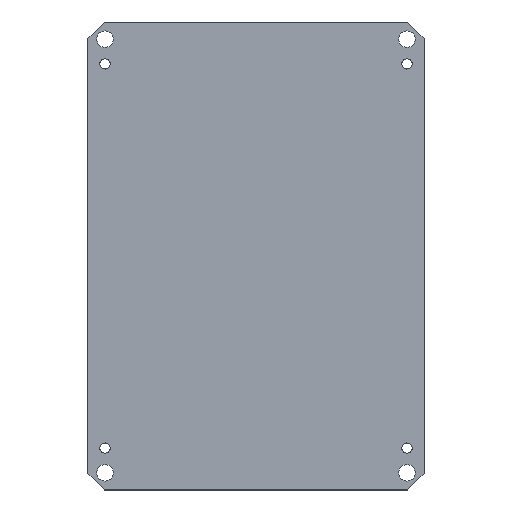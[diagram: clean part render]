
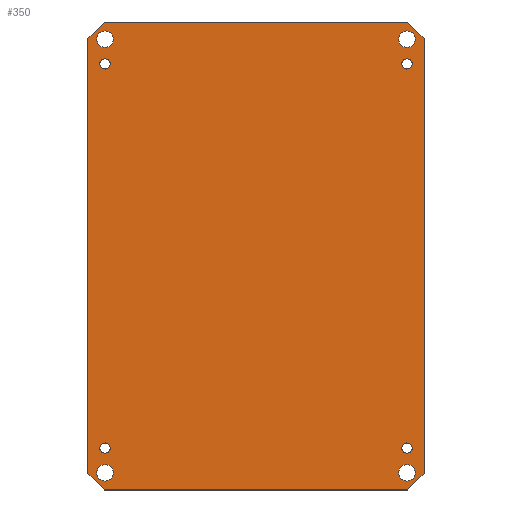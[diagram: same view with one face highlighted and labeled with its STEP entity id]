
A CAD part, top view. The second image highlights one B-rep face of the part: STEP entity #350.
In plain terms, the highlighted planar face has unit normal (0, 0, 1).
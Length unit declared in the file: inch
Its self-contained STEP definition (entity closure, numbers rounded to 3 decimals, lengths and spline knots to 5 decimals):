
#15=LINE('',#525,#39);
#21=LINE('',#536,#45);
#28=LINE('',#551,#52);
#31=LINE('',#556,#55);
#32=LINE('',#559,#56);
#35=LINE('',#564,#59);
#36=LINE('',#567,#60);
#38=LINE('',#570,#62);
#39=VECTOR('',#439,0.70711);
#45=VECTOR('',#447,13.2);
#52=VECTOR('',#458,0.70711);
#55=VECTOR('',#463,9.2);
#56=VECTOR('',#466,0.70711);
#59=VECTOR('',#471,13.2);
#60=VECTOR('',#474,0.70711);
#62=VECTOR('',#478,9.2);
#72=PLANE('',#386);
#89=FACE_BOUND('',#149,.T.);
#90=FACE_BOUND('',#150,.T.);
#91=FACE_BOUND('',#151,.T.);
#92=FACE_BOUND('',#152,.T.);
#93=FACE_BOUND('',#153,.T.);
#94=FACE_BOUND('',#154,.T.);
#95=FACE_BOUND('',#155,.T.);
#96=FACE_BOUND('',#156,.T.);
#114=FACE_OUTER_BOUND('',#148,.T.);
#148=EDGE_LOOP('',(#309,#310,#311,#312,#313,#314,#315,#316));
#149=EDGE_LOOP('',(#317));
#150=EDGE_LOOP('',(#318));
#151=EDGE_LOOP('',(#319));
#152=EDGE_LOOP('',(#320));
#153=EDGE_LOOP('',(#321));
#154=EDGE_LOOP('',(#322));
#155=EDGE_LOOP('',(#323));
#156=EDGE_LOOP('',(#324));
#158=CIRCLE('',#355,0.25);
#160=CIRCLE('',#358,0.25);
#162=CIRCLE('',#361,0.25);
#164=CIRCLE('',#364,0.25);
#166=CIRCLE('',#367,0.15625);
#168=CIRCLE('',#370,0.15625);
#170=CIRCLE('',#373,0.15625);
#172=CIRCLE('',#376,0.15625);
#174=VERTEX_POINT('',#485);
#176=VERTEX_POINT('',#490);
#178=VERTEX_POINT('',#495);
#180=VERTEX_POINT('',#500);
#182=VERTEX_POINT('',#505);
#184=VERTEX_POINT('',#510);
#186=VERTEX_POINT('',#515);
#188=VERTEX_POINT('',#520);
#189=VERTEX_POINT('',#523);
#190=VERTEX_POINT('',#524);
#194=VERTEX_POINT('',#534);
#200=VERTEX_POINT('',#550);
#201=VERTEX_POINT('',#554);
#202=VERTEX_POINT('',#558);
#203=VERTEX_POINT('',#562);
#204=VERTEX_POINT('',#566);
#206=EDGE_CURVE('',#174,#174,#158,.T.);
#208=EDGE_CURVE('',#176,#176,#160,.T.);
#210=EDGE_CURVE('',#178,#178,#162,.T.);
#212=EDGE_CURVE('',#180,#180,#164,.T.);
#214=EDGE_CURVE('',#182,#182,#166,.T.);
#216=EDGE_CURVE('',#184,#184,#168,.T.);
#218=EDGE_CURVE('',#186,#186,#170,.T.);
#220=EDGE_CURVE('',#188,#188,#172,.T.);
#221=EDGE_CURVE('',#189,#190,#15,.T.);
#227=EDGE_CURVE('',#194,#189,#21,.T.);
#234=EDGE_CURVE('',#200,#194,#28,.T.);
#237=EDGE_CURVE('',#201,#200,#31,.T.);
#238=EDGE_CURVE('',#202,#201,#32,.T.);
#241=EDGE_CURVE('',#203,#202,#35,.T.);
#242=EDGE_CURVE('',#204,#203,#36,.T.);
#244=EDGE_CURVE('',#190,#204,#38,.T.);
#309=ORIENTED_EDGE('',*,*,#221,.F.);
#310=ORIENTED_EDGE('',*,*,#227,.F.);
#311=ORIENTED_EDGE('',*,*,#234,.F.);
#312=ORIENTED_EDGE('',*,*,#237,.F.);
#313=ORIENTED_EDGE('',*,*,#238,.F.);
#314=ORIENTED_EDGE('',*,*,#241,.F.);
#315=ORIENTED_EDGE('',*,*,#242,.F.);
#316=ORIENTED_EDGE('',*,*,#244,.F.);
#317=ORIENTED_EDGE('',*,*,#206,.T.);
#318=ORIENTED_EDGE('',*,*,#208,.T.);
#319=ORIENTED_EDGE('',*,*,#210,.T.);
#320=ORIENTED_EDGE('',*,*,#212,.T.);
#321=ORIENTED_EDGE('',*,*,#214,.T.);
#322=ORIENTED_EDGE('',*,*,#216,.T.);
#323=ORIENTED_EDGE('',*,*,#218,.T.);
#324=ORIENTED_EDGE('',*,*,#220,.T.);
#350=ADVANCED_FACE('',(#114,#89,#90,#91,#92,#93,#94,#95,#96),#72,.T.);
#355=AXIS2_PLACEMENT_3D('',#486,#393,#394);
#358=AXIS2_PLACEMENT_3D('',#491,#399,#400);
#361=AXIS2_PLACEMENT_3D('',#496,#405,#406);
#364=AXIS2_PLACEMENT_3D('',#501,#411,#412);
#367=AXIS2_PLACEMENT_3D('',#506,#417,#418);
#370=AXIS2_PLACEMENT_3D('',#511,#423,#424);
#373=AXIS2_PLACEMENT_3D('',#516,#429,#430);
#376=AXIS2_PLACEMENT_3D('',#521,#435,#436);
#386=AXIS2_PLACEMENT_3D('',#571,#479,#480);
#393=DIRECTION('center_axis',(0.,0.,-1.));
#394=DIRECTION('ref_axis',(-1.,0.,0.));
#399=DIRECTION('center_axis',(0.,0.,-1.));
#400=DIRECTION('ref_axis',(-1.,0.,0.));
#405=DIRECTION('center_axis',(0.,0.,-1.));
#406=DIRECTION('ref_axis',(-1.,0.,0.));
#411=DIRECTION('center_axis',(0.,0.,-1.));
#412=DIRECTION('ref_axis',(-1.,0.,0.));
#417=DIRECTION('center_axis',(0.,0.,-1.));
#418=DIRECTION('ref_axis',(-1.,0.,0.));
#423=DIRECTION('center_axis',(0.,0.,-1.));
#424=DIRECTION('ref_axis',(-1.,0.,0.));
#429=DIRECTION('center_axis',(0.,0.,-1.));
#430=DIRECTION('ref_axis',(-1.,0.,0.));
#435=DIRECTION('center_axis',(0.,0.,-1.));
#436=DIRECTION('ref_axis',(-1.,0.,0.));
#439=DIRECTION('',(0.707,0.707,0.));
#447=DIRECTION('',(0.,1.,0.));
#458=DIRECTION('',(-0.707,0.707,0.));
#463=DIRECTION('',(-1.,0.,0.));
#466=DIRECTION('',(-0.707,-0.707,0.));
#471=DIRECTION('',(0.,-1.,0.));
#474=DIRECTION('',(0.707,-0.707,0.));
#478=DIRECTION('',(1.,0.,0.));
#479=DIRECTION('center_axis',(0.,0.,1.));
#480=DIRECTION('ref_axis',(1.,0.,0.));
#485=CARTESIAN_POINT('',(9.93,13.68,0.09375));
#486=CARTESIAN_POINT('Origin',(9.68,13.68,0.09375));
#490=CARTESIAN_POINT('',(0.77,13.68,0.09375));
#491=CARTESIAN_POINT('Origin',(0.52,13.68,0.09375));
#495=CARTESIAN_POINT('',(0.77,0.52,0.09375));
#496=CARTESIAN_POINT('Origin',(0.52,0.52,0.09375));
#500=CARTESIAN_POINT('',(9.93,0.52,0.09375));
#501=CARTESIAN_POINT('Origin',(9.68,0.52,0.09375));
#505=CARTESIAN_POINT('',(9.83625,12.93,0.09375));
#506=CARTESIAN_POINT('Origin',(9.68,12.93,0.09375));
#510=CARTESIAN_POINT('',(0.67625,12.93,0.09375));
#511=CARTESIAN_POINT('Origin',(0.52,12.93,0.09375));
#515=CARTESIAN_POINT('',(0.67625,1.27,0.09375));
#516=CARTESIAN_POINT('Origin',(0.52,1.27,0.09375));
#520=CARTESIAN_POINT('',(9.83625,1.27,0.09375));
#521=CARTESIAN_POINT('Origin',(9.68,1.27,0.09375));
#523=CARTESIAN_POINT('',(0.,13.7,0.09375));
#524=CARTESIAN_POINT('',(0.5,14.2,0.09375));
#525=CARTESIAN_POINT('',(-0.25,13.45,0.09375));
#534=CARTESIAN_POINT('',(0.,0.5,0.09375));
#536=CARTESIAN_POINT('',(0.,14.2,0.09375));
#550=CARTESIAN_POINT('',(0.5,0.,0.09375));
#551=CARTESIAN_POINT('',(-0.25,0.75,0.09375));
#554=CARTESIAN_POINT('',(9.7,0.,0.09375));
#556=CARTESIAN_POINT('',(0.,0.,0.09375));
#558=CARTESIAN_POINT('',(10.2,0.5,0.09375));
#559=CARTESIAN_POINT('',(10.45,0.75,0.09375));
#562=CARTESIAN_POINT('',(10.2,13.7,0.09375));
#564=CARTESIAN_POINT('',(10.2,0.,0.09375));
#566=CARTESIAN_POINT('',(9.7,14.2,0.09375));
#567=CARTESIAN_POINT('',(10.45,13.45,0.09375));
#570=CARTESIAN_POINT('',(10.2,14.2,0.09375));
#571=CARTESIAN_POINT('Origin',(5.1,7.1,0.09375));
